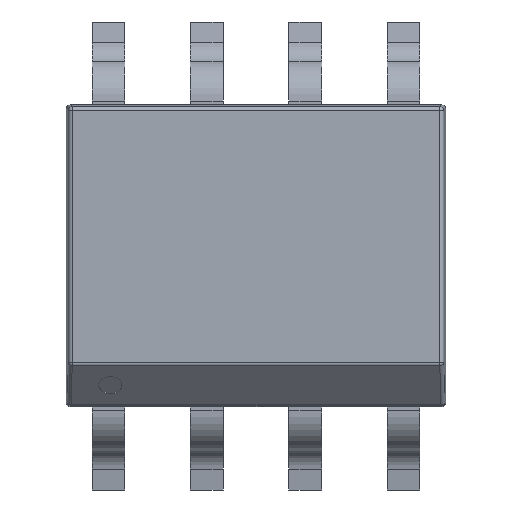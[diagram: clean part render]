
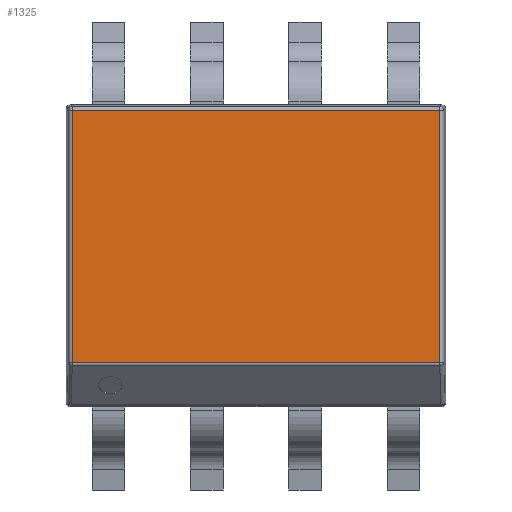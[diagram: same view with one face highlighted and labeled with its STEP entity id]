
A CAD part, top view. The second image highlights one B-rep face of the part: STEP entity #1325.
In plain terms, the highlighted planar face has unit normal (0, 0, 1).
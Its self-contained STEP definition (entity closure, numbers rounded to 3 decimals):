
#639 = CYLINDRICAL_SURFACE('',#640,0.05);
#640 = AXIS2_PLACEMENT_3D('',#641,#642,#643);
#641 = CARTESIAN_POINT('',(-2.374,-1.95,1.63));
#642 = DIRECTION('',(0.,-1.,0.));
#643 = DIRECTION('',(1.,0.,0.));
#1168 = CYLINDRICAL_SURFACE('',#1169,0.05);
#1169 = AXIS2_PLACEMENT_3D('',#1170,#1171,#1172);
#1170 = CARTESIAN_POINT('',(2.374,-1.95,1.63));
#1171 = DIRECTION('',(0.,1.,0.));
#1172 = DIRECTION('',(-1.,0.,0.));
#1205 = CYLINDRICAL_SURFACE('',#1206,0.05);
#1206 = AXIS2_PLACEMENT_3D('',#1207,#1208,#1209);
#1207 = CARTESIAN_POINT('',(-2.45,1.874,1.63));
#1208 = DIRECTION('',(-1.,0.,0.));
#1209 = DIRECTION('',(0.,-1.,0.));
#1325 = ADVANCED_FACE('',(#1326),#1340,.T.);
#1326 = FACE_BOUND('',#1327,.T.);
#1327 = EDGE_LOOP('',(#1328,#1362,#1384,#1406));
#1328 = ORIENTED_EDGE('',*,*,#1329,.T.);
#1329 = EDGE_CURVE('',#1330,#1332,#1334,.T.);
#1330 = VERTEX_POINT('',#1331);
#1331 = CARTESIAN_POINT('',(-2.374,-1.384,1.68));
#1332 = VERTEX_POINT('',#1333);
#1333 = CARTESIAN_POINT('',(2.374,-1.384,1.68));
#1334 = SURFACE_CURVE('',#1335,(#1339,#1351),.PCURVE_S1.);
#1335 = LINE('',#1336,#1337);
#1336 = CARTESIAN_POINT('',(-2.45,-1.384,1.68));
#1337 = VECTOR('',#1338,1.);
#1338 = DIRECTION('',(1.,0.,0.));
#1339 = PCURVE('',#1340,#1345);
#1340 = PLANE('',#1341);
#1341 = AXIS2_PLACEMENT_3D('',#1342,#1343,#1344);
#1342 = CARTESIAN_POINT('',(-2.45,-1.95,1.68));
#1343 = DIRECTION('',(0.,0.,1.));
#1344 = DIRECTION('',(0.,-1.,0.));
#1345 = DEFINITIONAL_REPRESENTATION('',(#1346),#1350);
#1346 = LINE('',#1347,#1348);
#1347 = CARTESIAN_POINT('',(-0.566,0.));
#1348 = VECTOR('',#1349,1.);
#1349 = DIRECTION('',(0.,1.));
#1350 = ( GEOMETRIC_REPRESENTATION_CONTEXT(2) 
PARAMETRIC_REPRESENTATION_CONTEXT() REPRESENTATION_CONTEXT('2D SPACE',''
  ) );
#1351 = PCURVE('',#1352,#1357);
#1352 = CYLINDRICAL_SURFACE('',#1353,0.05);
#1353 = AXIS2_PLACEMENT_3D('',#1354,#1355,#1356);
#1354 = CARTESIAN_POINT('',(-2.45,-1.384,1.63));
#1355 = DIRECTION('',(-1.,0.,0.));
#1356 = DIRECTION('',(0.,-1.,0.));
#1357 = DEFINITIONAL_REPRESENTATION('',(#1358),#1361);
#1358 = B_SPLINE_CURVE_WITH_KNOTS('',1,(#1359,#1360),.UNSPECIFIED.,.F.,
  .F.,(2,2),(0.076,4.824),
  .PIECEWISE_BEZIER_KNOTS.);
#1359 = CARTESIAN_POINT('',(1.571,-0.076));
#1360 = CARTESIAN_POINT('',(1.571,-4.824));
#1361 = ( GEOMETRIC_REPRESENTATION_CONTEXT(2) 
PARAMETRIC_REPRESENTATION_CONTEXT() REPRESENTATION_CONTEXT('2D SPACE',''
  ) );
#1362 = ORIENTED_EDGE('',*,*,#1363,.T.);
#1363 = EDGE_CURVE('',#1332,#1364,#1366,.T.);
#1364 = VERTEX_POINT('',#1365);
#1365 = CARTESIAN_POINT('',(2.374,1.874,1.68));
#1366 = SURFACE_CURVE('',#1367,(#1371,#1378),.PCURVE_S1.);
#1367 = LINE('',#1368,#1369);
#1368 = CARTESIAN_POINT('',(2.374,1.922,1.68));
#1369 = VECTOR('',#1370,1.);
#1370 = DIRECTION('',(0.,1.,0.));
#1371 = PCURVE('',#1340,#1372);
#1372 = DEFINITIONAL_REPRESENTATION('',(#1373),#1377);
#1373 = LINE('',#1374,#1375);
#1374 = CARTESIAN_POINT('',(-3.872,4.824));
#1375 = VECTOR('',#1376,1.);
#1376 = DIRECTION('',(-1.,0.));
#1377 = ( GEOMETRIC_REPRESENTATION_CONTEXT(2) 
PARAMETRIC_REPRESENTATION_CONTEXT() REPRESENTATION_CONTEXT('2D SPACE',''
  ) );
#1378 = PCURVE('',#1168,#1379);
#1379 = DEFINITIONAL_REPRESENTATION('',(#1380),#1383);
#1380 = B_SPLINE_CURVE_WITH_KNOTS('',1,(#1381,#1382),.UNSPECIFIED.,.F.,
  .F.,(2,2),(-3.306,-0.048),
  .PIECEWISE_BEZIER_KNOTS.);
#1381 = CARTESIAN_POINT('',(1.571,0.566));
#1382 = CARTESIAN_POINT('',(1.571,3.824));
#1383 = ( GEOMETRIC_REPRESENTATION_CONTEXT(2) 
PARAMETRIC_REPRESENTATION_CONTEXT() REPRESENTATION_CONTEXT('2D SPACE',''
  ) );
#1384 = ORIENTED_EDGE('',*,*,#1385,.T.);
#1385 = EDGE_CURVE('',#1364,#1386,#1388,.T.);
#1386 = VERTEX_POINT('',#1387);
#1387 = CARTESIAN_POINT('',(-2.374,1.874,1.68));
#1388 = SURFACE_CURVE('',#1389,(#1393,#1400),.PCURVE_S1.);
#1389 = LINE('',#1390,#1391);
#1390 = CARTESIAN_POINT('',(-2.422,1.874,1.68));
#1391 = VECTOR('',#1392,1.);
#1392 = DIRECTION('',(-1.,0.,0.));
#1393 = PCURVE('',#1340,#1394);
#1394 = DEFINITIONAL_REPRESENTATION('',(#1395),#1399);
#1395 = LINE('',#1396,#1397);
#1396 = CARTESIAN_POINT('',(-3.824,0.028));
#1397 = VECTOR('',#1398,1.);
#1398 = DIRECTION('',(0.,-1.));
#1399 = ( GEOMETRIC_REPRESENTATION_CONTEXT(2) 
PARAMETRIC_REPRESENTATION_CONTEXT() REPRESENTATION_CONTEXT('2D SPACE',''
  ) );
#1400 = PCURVE('',#1205,#1401);
#1401 = DEFINITIONAL_REPRESENTATION('',(#1402),#1405);
#1402 = B_SPLINE_CURVE_WITH_KNOTS('',1,(#1403,#1404),.UNSPECIFIED.,.F.,
  .F.,(2,2),(-4.796,-0.048),
  .PIECEWISE_BEZIER_KNOTS.);
#1403 = CARTESIAN_POINT('',(1.571,-4.824));
#1404 = CARTESIAN_POINT('',(1.571,-0.076));
#1405 = ( GEOMETRIC_REPRESENTATION_CONTEXT(2) 
PARAMETRIC_REPRESENTATION_CONTEXT() REPRESENTATION_CONTEXT('2D SPACE',''
  ) );
#1406 = ORIENTED_EDGE('',*,*,#1407,.T.);
#1407 = EDGE_CURVE('',#1386,#1330,#1408,.T.);
#1408 = SURFACE_CURVE('',#1409,(#1413,#1420),.PCURVE_S1.);
#1409 = LINE('',#1410,#1411);
#1410 = CARTESIAN_POINT('',(-2.374,-1.404,1.68));
#1411 = VECTOR('',#1412,1.);
#1412 = DIRECTION('',(0.,-1.,0.));
#1413 = PCURVE('',#1340,#1414);
#1414 = DEFINITIONAL_REPRESENTATION('',(#1415),#1419);
#1415 = LINE('',#1416,#1417);
#1416 = CARTESIAN_POINT('',(-0.546,0.076));
#1417 = VECTOR('',#1418,1.);
#1418 = DIRECTION('',(1.,0.));
#1419 = ( GEOMETRIC_REPRESENTATION_CONTEXT(2) 
PARAMETRIC_REPRESENTATION_CONTEXT() REPRESENTATION_CONTEXT('2D SPACE',''
  ) );
#1420 = PCURVE('',#639,#1421);
#1421 = DEFINITIONAL_REPRESENTATION('',(#1422),#1425);
#1422 = B_SPLINE_CURVE_WITH_KNOTS('',1,(#1423,#1424),.UNSPECIFIED.,.F.,
  .F.,(2,2),(-3.277,-0.02),
  .PIECEWISE_BEZIER_KNOTS.);
#1423 = CARTESIAN_POINT('',(1.571,-3.824));
#1424 = CARTESIAN_POINT('',(1.571,-0.566));
#1425 = ( GEOMETRIC_REPRESENTATION_CONTEXT(2) 
PARAMETRIC_REPRESENTATION_CONTEXT() REPRESENTATION_CONTEXT('2D SPACE',''
  ) );
